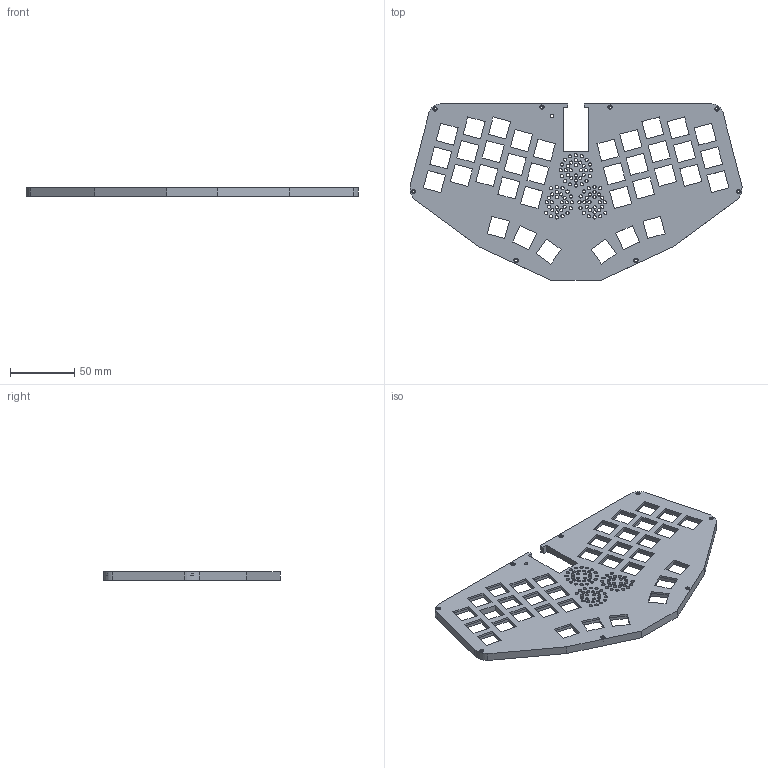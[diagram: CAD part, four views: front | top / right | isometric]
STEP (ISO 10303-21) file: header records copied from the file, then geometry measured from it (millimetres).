
FILE_DESCRIPTION(/* description */ (''),/* implementation_level */ '2;1');
FILE_NAME(/* name */ 'euclid36-sandwich-case-top v4.step',/* time_stamp */ '2021-04-14T08:58:40-07:00',/* author */ (''),/* organization */ (''),/* preprocessor_version */ 'ST-DEVELOPER v18.1',/* originating_system */ 'Autodesk Translation Framework v9.10.0.1330',/* authorisation */ '');
FILE_SCHEMA (('AUTOMOTIVE_DESIGN { 1 0 10303 214 3 1 1 }'));
Length unit declared in the file: millimetre
Products named in the file (2): euclid36-sandwich-case-top; COMPOUND
Assembly tree (1 placements, depth 2):
  euclid36-sandwich-case-top
    COMPOUND
Bounding box: 258.09 x 137 x 6.4 mm (x, y, z)
Volume: 89452 mm3; surface area: 58743.1 mm2
Topology: 1 solids, 1 shells, 497 faces, 1399 edges, 919 vertices
Faces by surface type: plane 373, cylinder 124
Full cylindrical faces by diameter (mm): 2.1 x8, 2.5 x88, 2.691 x1, 3.3 x8, 3.6 x8, 26.036 x1
Entity records: 16562 total; most frequent: CARTESIAN_POINT 2818, ORIENTED_EDGE 2798, DIRECTION 2724, EDGE_CURVE 1399, LINE 1074, VECTOR 1074, VERTEX_POINT 919, AXIS2_PLACEMENT_3D 825
